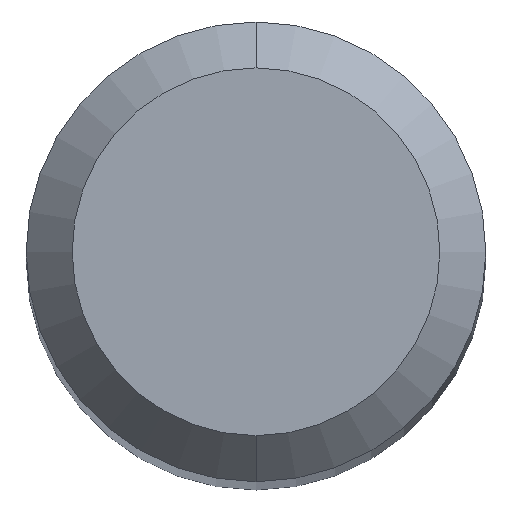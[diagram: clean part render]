
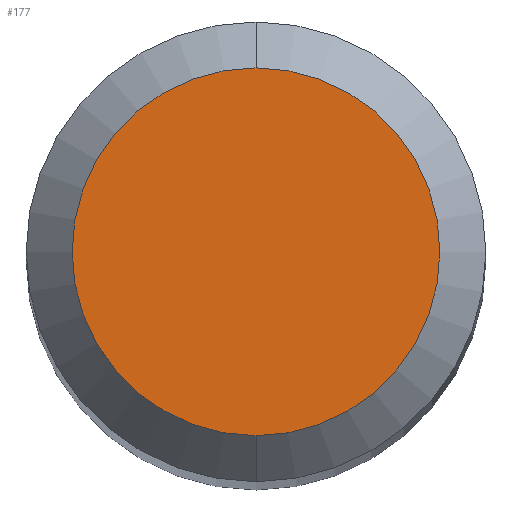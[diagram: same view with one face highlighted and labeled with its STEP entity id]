
A CAD part, top view. The second image highlights one B-rep face of the part: STEP entity #177.
In plain terms, the highlighted planar face has unit normal (0, 0, 1).
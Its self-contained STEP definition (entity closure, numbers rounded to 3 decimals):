
#177=ADVANCED_FACE('',(#484),#485,.T.);
#217=VERTEX_POINT('',#525);
#251=VERTEX_POINT('',#564);
#297=EDGE_CURVE('',#217,#251,#617,.T.);
#317=EDGE_CURVE('',#251,#217,#637,.T.);
#484=FACE_OUTER_BOUND('',#813,.T.);
#485=PLANE('',#814);
#525=CARTESIAN_POINT('',(0.0,1.2,0.0));
#564=CARTESIAN_POINT('',(0.,-1.2,0.0));
#617=CIRCLE('',#1081,1.2);
#637=CIRCLE('',#1133,1.2);
#813=EDGE_LOOP('',(#1446,#1447));
#814=AXIS2_PLACEMENT_3D('',#1448,#1449,#1450);
#1081=AXIS2_PLACEMENT_3D('',#1587,#1588,#1589);
#1133=AXIS2_PLACEMENT_3D('',#1597,#1598,#1599);
#1446=ORIENTED_EDGE('',*,*,#297,.F.);
#1447=ORIENTED_EDGE('',*,*,#317,.F.);
#1448=CARTESIAN_POINT('',(0.0,0.6,0.0));
#1449=DIRECTION('',(-0.0,0.0,1.0));
#1450=DIRECTION('',(0.0,-1.0,0.0));
#1587=CARTESIAN_POINT('',(0.0,0.0,0.0));
#1588=DIRECTION('',(0.0,0.0,-1.0));
#1589=DIRECTION('',(0.0,1.0,0.0));
#1597=CARTESIAN_POINT('',(0.0,0.0,0.0));
#1598=DIRECTION('',(0.0,0.0,-1.0));
#1599=DIRECTION('',(0.0,1.0,0.0));
